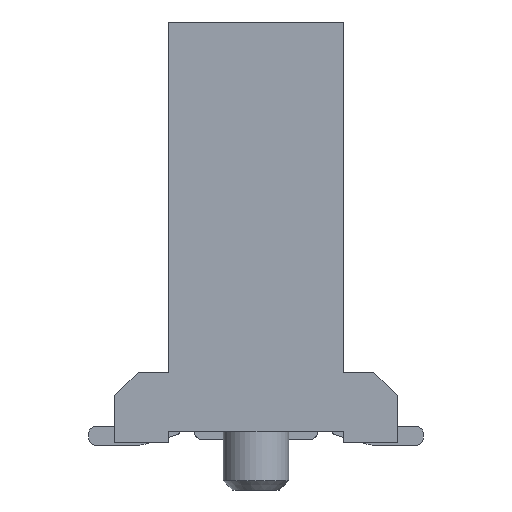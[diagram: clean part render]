
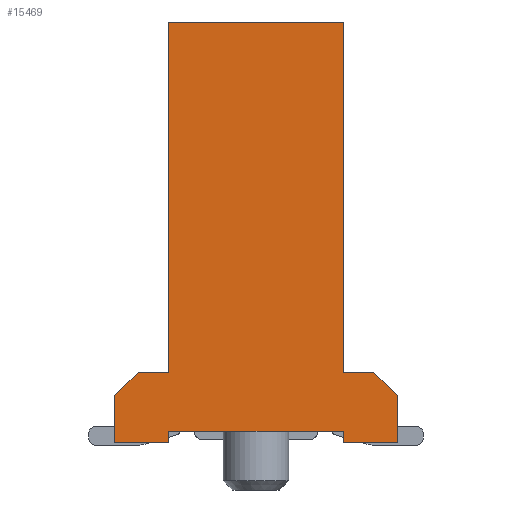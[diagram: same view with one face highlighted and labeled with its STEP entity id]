
A CAD part, left-side view. The second image highlights one B-rep face of the part: STEP entity #15469.
In plain terms, the highlighted planar face has unit normal (-1, 0, 0).
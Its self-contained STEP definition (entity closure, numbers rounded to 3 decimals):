
#72=DIRECTION('',(0.,1.,0.));
#73=VECTOR('',#72,1.85);
#74=CARTESIAN_POINT('',(-8.7,-1.85,-8.68));
#75=LINE('',#74,#73);
#76=DIRECTION('',(0.,1.,0.));
#77=VECTOR('',#76,1.85);
#78=CARTESIAN_POINT('',(-8.7,0.,-8.68));
#79=LINE('',#78,#77);
#80=DIRECTION('',(0.,0.,-1.));
#81=VECTOR('',#80,0.25);
#82=CARTESIAN_POINT('',(-8.7,1.85,-8.68));
#83=LINE('',#82,#81);
#84=DIRECTION('',(0.,1.,0.));
#85=VECTOR('',#84,1.15);
#86=CARTESIAN_POINT('',(-8.7,1.85,-8.93));
#87=LINE('',#86,#85);
#88=DIRECTION('',(0.,0.,1.));
#89=VECTOR('',#88,1.);
#90=CARTESIAN_POINT('',(-8.7,3.,-8.93));
#91=LINE('',#90,#89);
#92=DIRECTION('',(0.,-0.707,0.707));
#93=VECTOR('',#92,0.707);
#94=CARTESIAN_POINT('',(-8.7,3.,-7.93));
#95=LINE('',#94,#93);
#96=DIRECTION('',(0.,-1.,0.));
#97=VECTOR('',#96,0.65);
#98=CARTESIAN_POINT('',(-8.7,2.5,-7.43));
#99=LINE('',#98,#97);
#100=DIRECTION('',(0.,0.,1.));
#101=VECTOR('',#100,7.43);
#102=CARTESIAN_POINT('',(-8.7,1.85,-7.43));
#103=LINE('',#102,#101);
#104=DIRECTION('',(0.,-1.,0.));
#105=VECTOR('',#104,3.7);
#106=CARTESIAN_POINT('',(-8.7,1.85,0.));
#107=LINE('',#106,#105);
#108=DIRECTION('',(0.,0.,-1.));
#109=VECTOR('',#108,7.43);
#110=CARTESIAN_POINT('',(-8.7,-1.85,0.));
#111=LINE('',#110,#109);
#112=DIRECTION('',(0.,-1.,0.));
#113=VECTOR('',#112,0.65);
#114=CARTESIAN_POINT('',(-8.7,-1.85,-7.43));
#115=LINE('',#114,#113);
#116=DIRECTION('',(0.,-0.707,-0.707));
#117=VECTOR('',#116,0.707);
#118=CARTESIAN_POINT('',(-8.7,-2.5,-7.43));
#119=LINE('',#118,#117);
#120=DIRECTION('',(0.,0.,-1.));
#121=VECTOR('',#120,1.);
#122=CARTESIAN_POINT('',(-8.7,-3.,-7.93));
#123=LINE('',#122,#121);
#124=DIRECTION('',(0.,1.,0.));
#125=VECTOR('',#124,1.15);
#126=CARTESIAN_POINT('',(-8.7,-3.,-8.93));
#127=LINE('',#126,#125);
#128=DIRECTION('',(0.,0.,1.));
#129=VECTOR('',#128,0.25);
#130=CARTESIAN_POINT('',(-8.7,-1.85,-8.93));
#131=LINE('',#130,#129);
#11820=CARTESIAN_POINT('',(-8.7,1.85,0.));
#11821=CARTESIAN_POINT('',(-8.7,-1.85,0.));
#11822=VERTEX_POINT('',#11820);
#11823=VERTEX_POINT('',#11821);
#11824=CARTESIAN_POINT('',(-8.7,-1.85,-7.43));
#11825=VERTEX_POINT('',#11824);
#11826=CARTESIAN_POINT('',(-8.7,-2.5,-7.43));
#11827=VERTEX_POINT('',#11826);
#11828=CARTESIAN_POINT('',(-8.7,-3.,-7.93));
#11829=VERTEX_POINT('',#11828);
#11830=CARTESIAN_POINT('',(-8.7,-3.,-8.93));
#11831=VERTEX_POINT('',#11830);
#11832=CARTESIAN_POINT('',(-8.7,-1.85,-8.93));
#11833=VERTEX_POINT('',#11832);
#11834=CARTESIAN_POINT('',(-8.7,-1.85,-8.68));
#11835=VERTEX_POINT('',#11834);
#11836=CARTESIAN_POINT('',(-8.7,1.85,-8.68));
#11837=CARTESIAN_POINT('',(-8.7,1.85,-8.93));
#11838=VERTEX_POINT('',#11836);
#11839=VERTEX_POINT('',#11837);
#11840=CARTESIAN_POINT('',(-8.7,3.,-8.93));
#11841=VERTEX_POINT('',#11840);
#11842=CARTESIAN_POINT('',(-8.7,3.,-7.93));
#11843=VERTEX_POINT('',#11842);
#11844=CARTESIAN_POINT('',(-8.7,2.5,-7.43));
#11845=VERTEX_POINT('',#11844);
#11846=CARTESIAN_POINT('',(-8.7,1.85,-7.43));
#11847=VERTEX_POINT('',#11846);
#11958=CARTESIAN_POINT('',(-8.7,0.,-8.68));
#11959=VERTEX_POINT('',#11958);
#15432=CARTESIAN_POINT('',(-8.7,0.,0.));
#15433=DIRECTION('',(1.,0.,0.));
#15434=DIRECTION('',(0.,0.,-1.));
#15435=AXIS2_PLACEMENT_3D('',#15432,#15433,#15434);
#15436=PLANE('',#15435);
#15438=ORIENTED_EDGE('',*,*,#15437,.T.);
#15440=ORIENTED_EDGE('',*,*,#15439,.T.);
#15442=ORIENTED_EDGE('',*,*,#15441,.T.);
#15444=ORIENTED_EDGE('',*,*,#15443,.T.);
#15446=ORIENTED_EDGE('',*,*,#15445,.T.);
#15448=ORIENTED_EDGE('',*,*,#15447,.T.);
#15450=ORIENTED_EDGE('',*,*,#15449,.T.);
#15452=ORIENTED_EDGE('',*,*,#15451,.T.);
#15454=ORIENTED_EDGE('',*,*,#15453,.T.);
#15456=ORIENTED_EDGE('',*,*,#15455,.T.);
#15458=ORIENTED_EDGE('',*,*,#15457,.T.);
#15460=ORIENTED_EDGE('',*,*,#15459,.T.);
#15462=ORIENTED_EDGE('',*,*,#15461,.T.);
#15464=ORIENTED_EDGE('',*,*,#15463,.T.);
#15466=ORIENTED_EDGE('',*,*,#15465,.T.);
#15467=EDGE_LOOP('',(#15438,#15440,#15442,#15444,#15446,#15448,#15450,#15452,
#15454,#15456,#15458,#15460,#15462,#15464,#15466));
#15468=FACE_OUTER_BOUND('',#15467,.F.);
#15469=ADVANCED_FACE('',(#15468),#15436,.F.);
#15437=EDGE_CURVE('',#11835,#11959,#75,.T.);
#15439=EDGE_CURVE('',#11959,#11838,#79,.T.);
#15441=EDGE_CURVE('',#11838,#11839,#83,.T.);
#15443=EDGE_CURVE('',#11839,#11841,#87,.T.);
#15445=EDGE_CURVE('',#11841,#11843,#91,.T.);
#15447=EDGE_CURVE('',#11843,#11845,#95,.T.);
#15449=EDGE_CURVE('',#11845,#11847,#99,.T.);
#15451=EDGE_CURVE('',#11847,#11822,#103,.T.);
#15453=EDGE_CURVE('',#11822,#11823,#107,.T.);
#15455=EDGE_CURVE('',#11823,#11825,#111,.T.);
#15457=EDGE_CURVE('',#11825,#11827,#115,.T.);
#15459=EDGE_CURVE('',#11827,#11829,#119,.T.);
#15461=EDGE_CURVE('',#11829,#11831,#123,.T.);
#15463=EDGE_CURVE('',#11831,#11833,#127,.T.);
#15465=EDGE_CURVE('',#11833,#11835,#131,.T.);
